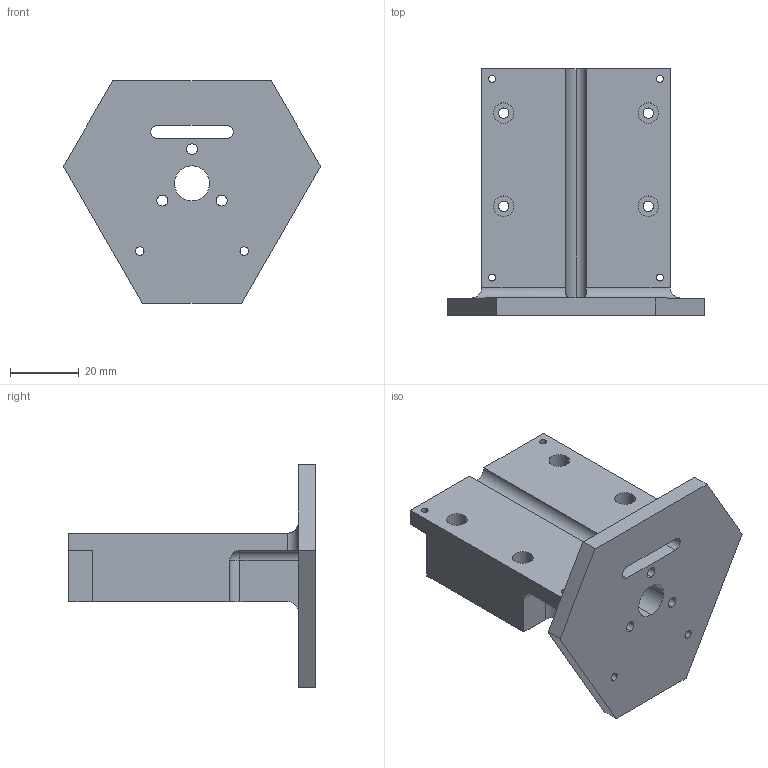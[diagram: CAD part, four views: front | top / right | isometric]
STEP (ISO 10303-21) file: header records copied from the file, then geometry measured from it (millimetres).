
FILE_DESCRIPTION (( 'STEP AP214' ), '1' );
FILE_NAME ('electronics mount.STEP', '2024-05-09T04:26:22', ( '' ), ( '' ), 'SwSTEP 2.0', 'SolidWorks 2023', '' );
FILE_SCHEMA (( 'AUTOMOTIVE_DESIGN' ));
Length unit declared in the file: millimetre
Products named in the file (1): electronics mount
Bounding box: 75.06 x 72 x 65 mm (x, y, z)
Volume: 63170.5 mm3; surface area: 24545.5 mm2
Topology: 1 solids, 1 shells, 122 faces, 337 edges, 219 vertices
Faces by surface type: plane 63, cylinder 57, sphere 2
Entity records: 4012 total; most frequent: CARTESIAN_POINT 733, DIRECTION 685, ORIENTED_EDGE 670, EDGE_CURVE 335, AXIS2_PLACEMENT_3D 231, VECTOR 223, LINE 223, VERTEX_POINT 219
